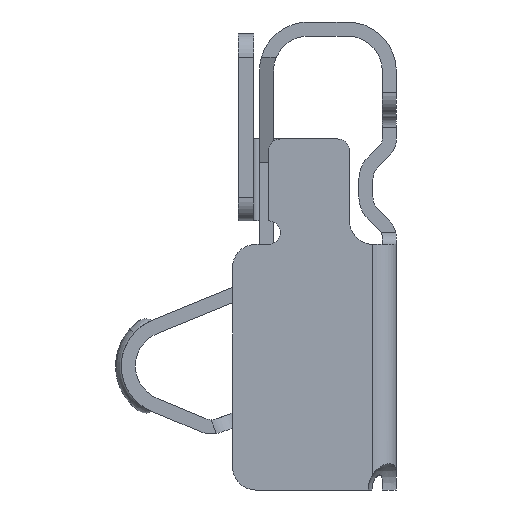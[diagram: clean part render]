
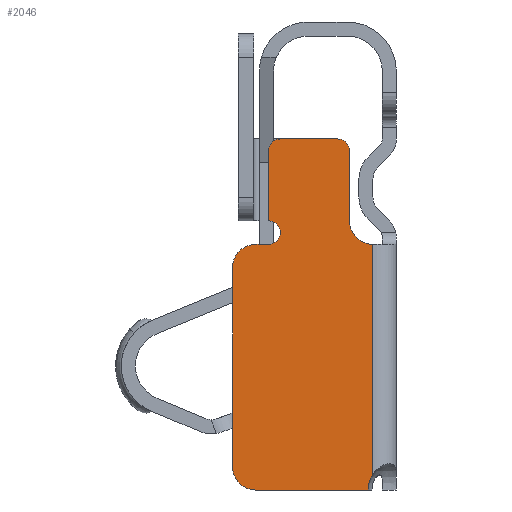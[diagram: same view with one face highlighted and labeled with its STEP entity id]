
A CAD part, left-side view. The second image highlights one B-rep face of the part: STEP entity #2046.
In plain terms, the highlighted planar face has unit normal (-1, 0, 0).
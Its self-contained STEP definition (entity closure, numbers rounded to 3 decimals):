
#47=DIRECTION('',(0.,0.,1.));
#48=VECTOR('',#47,1.967);
#49=CARTESIAN_POINT('',(-0.85,-0.385,-3.867));
#50=LINE('',#49,#48);
#51=CARTESIAN_POINT('',(-0.85,-0.585,-4.));
#52=DIRECTION('',(-1.,0.,0.));
#53=DIRECTION('',(0.,0.833,0.553));
#54=AXIS2_PLACEMENT_3D('',#51,#52,#53);
#56=CARTESIAN_POINT('',(-0.85,0.615,-3.8));
#57=DIRECTION('',(-1.,0.,0.));
#58=DIRECTION('',(0.,1.,0.));
#59=AXIS2_PLACEMENT_3D('',#56,#57,#58);
#61=DIRECTION('',(0.,0.,-1.));
#62=VECTOR('',#61,1.7);
#63=CARTESIAN_POINT('',(-0.85,0.815,-2.1));
#64=LINE('',#63,#62);
#65=CARTESIAN_POINT('',(-0.85,0.615,-2.1));
#66=DIRECTION('',(-1.,0.,0.));
#67=DIRECTION('',(0.,0.,1.));
#68=AXIS2_PLACEMENT_3D('',#65,#66,#67);
#70=DIRECTION('',(0.,1.,0.));
#71=VECTOR('',#70,0.11);
#72=CARTESIAN_POINT('',(-0.85,0.505,-1.9));
#73=LINE('',#72,#71);
#74=CARTESIAN_POINT('',(-0.85,0.505,-1.8));
#75=DIRECTION('',(1.,0.,0.));
#76=DIRECTION('',(0.,0.,1.));
#77=AXIS2_PLACEMENT_3D('',#74,#75,#76);
#79=DIRECTION('',(0.,0.,-1.));
#80=VECTOR('',#79,0.6);
#81=CARTESIAN_POINT('',(-0.85,0.505,-1.1));
#82=LINE('',#81,#80);
#83=CARTESIAN_POINT('',(-0.85,0.405,-1.1));
#84=DIRECTION('',(-1.,0.,0.));
#85=DIRECTION('',(0.,0.,1.));
#86=AXIS2_PLACEMENT_3D('',#83,#84,#85);
#88=DIRECTION('',(0.,1.,0.));
#89=VECTOR('',#88,0.49);
#90=CARTESIAN_POINT('',(-0.85,-0.085,-1.));
#91=LINE('',#90,#89);
#92=CARTESIAN_POINT('',(-0.85,-0.085,-1.1));
#93=DIRECTION('',(-1.,0.,0.));
#94=DIRECTION('',(0.,-1.,0.));
#95=AXIS2_PLACEMENT_3D('',#92,#93,#94);
#97=DIRECTION('',(0.,0.,1.));
#98=VECTOR('',#97,0.6);
#99=CARTESIAN_POINT('',(-0.85,-0.185,-1.7));
#100=LINE('',#99,#98);
#101=CARTESIAN_POINT('',(-0.85,-0.385,-1.7));
#102=DIRECTION('',(1.,0.,0.));
#103=DIRECTION('',(0.,0.,-1.));
#104=AXIS2_PLACEMENT_3D('',#101,#102,#103);
#624=DIRECTION('',(0.,-1.,0.));
#625=VECTOR('',#624,0.96);
#626=CARTESIAN_POINT('',(-0.85,0.615,-4.));
#627=LINE('',#626,#625);
#1687=CARTESIAN_POINT('',(-0.85,-0.185,-1.7));
#1688=CARTESIAN_POINT('',(-0.85,-0.185,-1.1));
#1689=VERTEX_POINT('',#1687);
#1690=VERTEX_POINT('',#1688);
#1691=CARTESIAN_POINT('',(-0.85,0.615,-1.9));
#1692=CARTESIAN_POINT('',(-0.85,0.815,-2.1));
#1693=VERTEX_POINT('',#1691);
#1694=VERTEX_POINT('',#1692);
#1695=CARTESIAN_POINT('',(-0.85,0.815,-3.8));
#1696=VERTEX_POINT('',#1695);
#1697=CARTESIAN_POINT('',(-0.85,0.615,-4.));
#1698=VERTEX_POINT('',#1697);
#1711=CARTESIAN_POINT('',(-0.85,0.505,-1.1));
#1712=CARTESIAN_POINT('',(-0.85,0.505,-1.7));
#1713=VERTEX_POINT('',#1711);
#1714=VERTEX_POINT('',#1712);
#1715=CARTESIAN_POINT('',(-0.85,0.505,-1.9));
#1716=VERTEX_POINT('',#1715);
#1723=CARTESIAN_POINT('',(-0.85,-0.085,-1.));
#1724=VERTEX_POINT('',#1723);
#1725=CARTESIAN_POINT('',(-0.85,0.405,-1.));
#1726=VERTEX_POINT('',#1725);
#1915=CARTESIAN_POINT('',(-0.85,-0.385,-1.9));
#1917=VERTEX_POINT('',#1915);
#1921=CARTESIAN_POINT('',(-0.85,-0.385,-3.867));
#1922=VERTEX_POINT('',#1921);
#1955=CARTESIAN_POINT('',(-0.85,-0.345,-4.));
#1957=VERTEX_POINT('',#1955);
#2011=CARTESIAN_POINT('',(-0.85,0.,0.));
#2012=DIRECTION('',(1.,0.,0.));
#2013=DIRECTION('',(0.,0.,-1.));
#2014=AXIS2_PLACEMENT_3D('',#2011,#2012,#2013);
#2015=PLANE('',#2014);
#2017=ORIENTED_EDGE('',*,*,#2016,.F.);
#2019=ORIENTED_EDGE('',*,*,#2018,.T.);
#2021=ORIENTED_EDGE('',*,*,#2020,.F.);
#2023=ORIENTED_EDGE('',*,*,#2022,.F.);
#2025=ORIENTED_EDGE('',*,*,#2024,.F.);
#2027=ORIENTED_EDGE('',*,*,#2026,.F.);
#2029=ORIENTED_EDGE('',*,*,#2028,.F.);
#2031=ORIENTED_EDGE('',*,*,#2030,.F.);
#2033=ORIENTED_EDGE('',*,*,#2032,.F.);
#2035=ORIENTED_EDGE('',*,*,#2034,.F.);
#2037=ORIENTED_EDGE('',*,*,#2036,.F.);
#2039=ORIENTED_EDGE('',*,*,#2038,.F.);
#2041=ORIENTED_EDGE('',*,*,#2040,.F.);
#2043=ORIENTED_EDGE('',*,*,#2042,.F.);
#2044=EDGE_LOOP('',(#2017,#2019,#2021,#2023,#2025,#2027,#2029,#2031,#2033,#2035,
#2037,#2039,#2041,#2043));
#2045=FACE_OUTER_BOUND('',#2044,.F.);
#55=CIRCLE('',#54,0.24);
#60=CIRCLE('',#59,0.2);
#69=CIRCLE('',#68,0.2);
#78=CIRCLE('',#77,0.1);
#87=CIRCLE('',#86,0.1);
#96=CIRCLE('',#95,0.1);
#105=CIRCLE('',#104,0.2);
#2016=EDGE_CURVE('',#1922,#1917,#50,.T.);
#2018=EDGE_CURVE('',#1922,#1957,#55,.T.);
#2020=EDGE_CURVE('',#1698,#1957,#627,.T.);
#2022=EDGE_CURVE('',#1696,#1698,#60,.T.);
#2024=EDGE_CURVE('',#1694,#1696,#64,.T.);
#2026=EDGE_CURVE('',#1693,#1694,#69,.T.);
#2028=EDGE_CURVE('',#1716,#1693,#73,.T.);
#2030=EDGE_CURVE('',#1714,#1716,#78,.T.);
#2032=EDGE_CURVE('',#1713,#1714,#82,.T.);
#2034=EDGE_CURVE('',#1726,#1713,#87,.T.);
#2036=EDGE_CURVE('',#1724,#1726,#91,.T.);
#2038=EDGE_CURVE('',#1690,#1724,#96,.T.);
#2040=EDGE_CURVE('',#1689,#1690,#100,.T.);
#2042=EDGE_CURVE('',#1917,#1689,#105,.T.);
#2046=ADVANCED_FACE('',(#2045),#2015,.F.);
